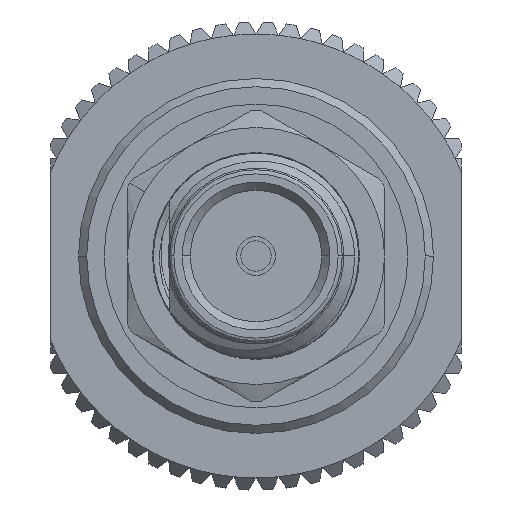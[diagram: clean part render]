
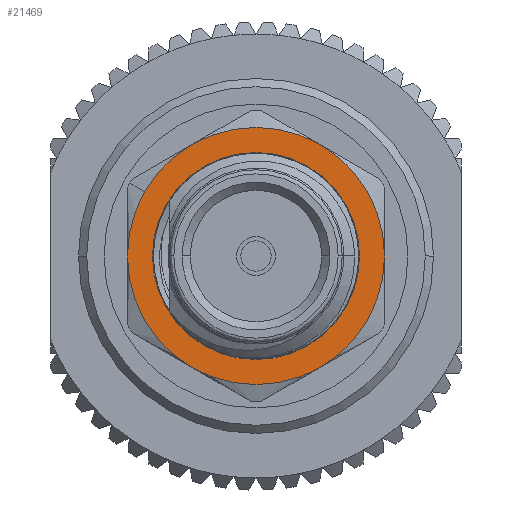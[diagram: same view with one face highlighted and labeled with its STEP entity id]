
A CAD part, left-side view. The second image highlights one B-rep face of the part: STEP entity #21469.
In plain terms, the highlighted planar face has unit normal (-1, 0, 0).
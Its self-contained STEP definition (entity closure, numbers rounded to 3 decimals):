
#450 = CIRCLE ( 'NONE', #35957, 3.201 ) ;
#503 = DIRECTION ( 'NONE',  ( 0., -0.5, 0.866 ) ) ;
#1140 = EDGE_CURVE ( 'NONE', #25378, #7481, #29931, .T. ) ;
#1876 = EDGE_LOOP ( 'NONE', ( #19159, #20165, #15612, #25903, #16950, #29515, #30664 ) ) ;
#3117 = DIRECTION ( 'NONE',  ( 1., 0., 0. ) ) ;
#3422 = CARTESIAN_POINT ( 'NONE',  ( 5.259, 3.443, -1.988 ) ) ;
#3438 = DIRECTION ( 'NONE',  ( 1., 0., 0. ) ) ;
#3954 = VERTEX_POINT ( 'NONE', #12384 ) ;
#5123 = DIRECTION ( 'NONE',  ( 1., 0., 0. ) ) ;
#5125 = DIRECTION ( 'NONE',  ( 0., -0.5, 0.866 ) ) ;
#5721 = VERTEX_POINT ( 'NONE', #23218 ) ;
#6629 = FACE_OUTER_BOUND ( 'NONE', #1876, .T. ) ;
#6732 = ORIENTED_EDGE ( 'NONE', *, *, #32313, .T. ) ;
#6735 = DIRECTION ( 'NONE',  ( 0., -0.5, 0.866 ) ) ;
#7481 = VERTEX_POINT ( 'NONE', #18466 ) ;
#7645 = AXIS2_PLACEMENT_3D ( 'NONE', #19207, #3438, #503 ) ;
#7863 = DIRECTION ( 'NONE',  ( -1., 0., 0. ) ) ;
#8387 = CARTESIAN_POINT ( 'NONE',  ( 5.259, 0., 0. ) ) ;
#8804 = DIRECTION ( 'NONE',  ( 0., -0.5, 0.866 ) ) ;
#8921 = VERTEX_POINT ( 'NONE', #3422 ) ;
#8956 = AXIS2_PLACEMENT_3D ( 'NONE', #33144, #3117, #32953 ) ;
#9229 = CIRCLE ( 'NONE', #13014, 3.975 ) ;
#9744 = DIRECTION ( 'NONE',  ( -1., 0., 0. ) ) ;
#9813 = VERTEX_POINT ( 'NONE', #29750 ) ;
#10134 = EDGE_CURVE ( 'NONE', #13206, #11879, #35710, .T. ) ;
#10175 = AXIS2_PLACEMENT_3D ( 'NONE', #15584, #24148, #36453 ) ;
#11879 = VERTEX_POINT ( 'NONE', #15534 ) ;
#12094 = DIRECTION ( 'NONE',  ( 0., -0.5, 0.866 ) ) ;
#12384 = CARTESIAN_POINT ( 'NONE',  ( 5.259, -1.6, 2.772 ) ) ;
#13007 = CARTESIAN_POINT ( 'NONE',  ( 5.259, 0., 0. ) ) ;
#13014 = AXIS2_PLACEMENT_3D ( 'NONE', #21049, #9744, #12094 ) ;
#13206 = VERTEX_POINT ( 'NONE', #15400 ) ;
#13559 = CIRCLE ( 'NONE', #14818, 3.975 ) ;
#13845 = AXIS2_PLACEMENT_3D ( 'NONE', #24088, #21151, #6735 ) ;
#14441 = DIRECTION ( 'NONE',  ( -1., 0., 0. ) ) ;
#14476 = EDGE_CURVE ( 'NONE', #8921, #9813, #35819, .T. ) ;
#14673 = CARTESIAN_POINT ( 'NONE',  ( 5.259, 0., 0. ) ) ;
#14818 = AXIS2_PLACEMENT_3D ( 'NONE', #28917, #7863, #5125 ) ;
#15025 = PLANE ( 'NONE',  #8956 ) ;
#15400 = CARTESIAN_POINT ( 'NONE',  ( 5.259, -3.443, 1.988 ) ) ;
#15534 = CARTESIAN_POINT ( 'NONE',  ( 5.259, -3.443, -1.988 ) ) ;
#15584 = CARTESIAN_POINT ( 'NONE',  ( 5.259, 0., 0. ) ) ;
#15612 = ORIENTED_EDGE ( 'NONE', *, *, #1140, .T. ) ;
#16848 = EDGE_CURVE ( 'NONE', #25000, #25378, #31286, .T. ) ;
#16950 = ORIENTED_EDGE ( 'NONE', *, *, #14476, .T. ) ;
#18466 = CARTESIAN_POINT ( 'NONE',  ( 5.259, 3.443, 1.988 ) ) ;
#19098 = CARTESIAN_POINT ( 'NONE',  ( 5.259, -1.988, 3.443 ) ) ;
#19159 = ORIENTED_EDGE ( 'NONE', *, *, #19241, .T. ) ;
#19207 = CARTESIAN_POINT ( 'NONE',  ( 5.259, 0., 0. ) ) ;
#19241 = EDGE_CURVE ( 'NONE', #13206, #25000, #21991, .T. ) ;
#20165 = ORIENTED_EDGE ( 'NONE', *, *, #16848, .T. ) ;
#20262 = CIRCLE ( 'NONE', #32073, 3.201 ) ;
#21049 = CARTESIAN_POINT ( 'NONE',  ( 5.259, 0., 0. ) ) ;
#21151 = DIRECTION ( 'NONE',  ( -1., 0., 0. ) ) ;
#21469 = ADVANCED_FACE ( 'NONE', ( #36087, #6629 ), #15025, .F. ) ;
#21957 = DIRECTION ( 'NONE',  ( 1., 0., 0. ) ) ;
#21991 = CIRCLE ( 'NONE', #10175, 3.975 ) ;
#22318 = EDGE_LOOP ( 'NONE', ( #6732, #30761 ) ) ;
#23218 = CARTESIAN_POINT ( 'NONE',  ( 5.259, 1.6, -2.772 ) ) ;
#23612 = EDGE_CURVE ( 'NONE', #3954, #5721, #20262, .T. ) ;
#24088 = CARTESIAN_POINT ( 'NONE',  ( 5.259, 0., 0. ) ) ;
#24148 = DIRECTION ( 'NONE',  ( -1., 0., 0. ) ) ;
#25000 = VERTEX_POINT ( 'NONE', #19098 ) ;
#25378 = VERTEX_POINT ( 'NONE', #29758 ) ;
#25903 = ORIENTED_EDGE ( 'NONE', *, *, #33386, .T. ) ;
#28917 = CARTESIAN_POINT ( 'NONE',  ( 5.259, 0., 0. ) ) ;
#29252 = DIRECTION ( 'NONE',  ( 0., -0.5, 0.866 ) ) ;
#29515 = ORIENTED_EDGE ( 'NONE', *, *, #34776, .T. ) ;
#29750 = CARTESIAN_POINT ( 'NONE',  ( 5.259, 0., -3.975 ) ) ;
#29758 = CARTESIAN_POINT ( 'NONE',  ( 5.259, 0., 3.975 ) ) ;
#29898 = AXIS2_PLACEMENT_3D ( 'NONE', #8387, #14441, #29252 ) ;
#29931 = CIRCLE ( 'NONE', #29898, 3.975 ) ;
#30664 = ORIENTED_EDGE ( 'NONE', *, *, #10134, .F. ) ;
#30761 = ORIENTED_EDGE ( 'NONE', *, *, #23612, .T. ) ;
#31286 = CIRCLE ( 'NONE', #13845, 3.975 ) ;
#32073 = AXIS2_PLACEMENT_3D ( 'NONE', #13007, #21957, #33871 ) ;
#32313 = EDGE_CURVE ( 'NONE', #5721, #3954, #450, .T. ) ;
#32953 = DIRECTION ( 'NONE',  ( 0., -0.5, 0.866 ) ) ;
#33144 = CARTESIAN_POINT ( 'NONE',  ( 5.259, 0., 0. ) ) ;
#33386 = EDGE_CURVE ( 'NONE', #7481, #8921, #13559, .T. ) ;
#33871 = DIRECTION ( 'NONE',  ( 0., -0.5, 0.866 ) ) ;
#34566 = AXIS2_PLACEMENT_3D ( 'NONE', #14673, #38483, #8804 ) ;
#34589 = DIRECTION ( 'NONE',  ( 0., -0.5, 0.866 ) ) ;
#34776 = EDGE_CURVE ( 'NONE', #9813, #11879, #9229, .T. ) ;
#35710 = CIRCLE ( 'NONE', #7645, 3.975 ) ;
#35819 = CIRCLE ( 'NONE', #34566, 3.975 ) ;
#35957 = AXIS2_PLACEMENT_3D ( 'NONE', #38298, #5123, #34589 ) ;
#36087 = FACE_BOUND ( 'NONE', #22318, .T. ) ;
#36453 = DIRECTION ( 'NONE',  ( 0., -0.5, 0.866 ) ) ;
#38298 = CARTESIAN_POINT ( 'NONE',  ( 5.259, 0., 0. ) ) ;
#38483 = DIRECTION ( 'NONE',  ( -1., 0., 0. ) ) ;
